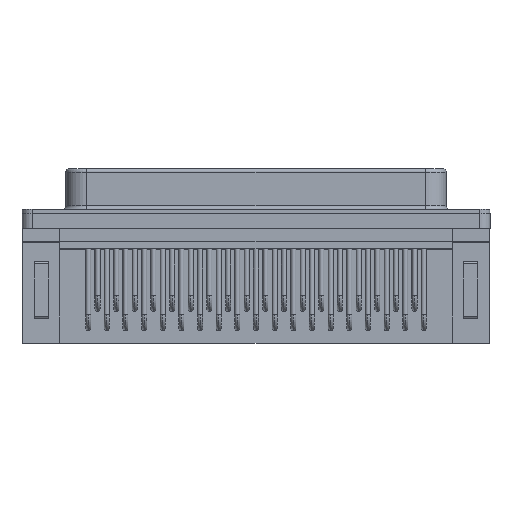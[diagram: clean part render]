
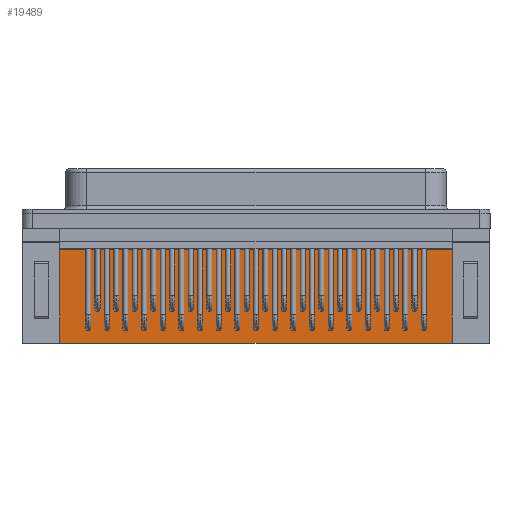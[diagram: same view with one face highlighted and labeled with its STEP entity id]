
A CAD part, top view. The second image highlights one B-rep face of the part: STEP entity #19489.
In plain terms, the highlighted planar face has unit normal (0, 0, 1).
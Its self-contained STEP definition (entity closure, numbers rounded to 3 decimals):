
#19258=CARTESIAN_POINT('',(29.05,7.99,2.8));
#19259=VERTEX_POINT('',#19258);
#19266=CARTESIAN_POINT('',(29.05,-6.96,2.8));
#19267=VERTEX_POINT('',#19266);
#19268=CARTESIAN_POINT('',(29.05,-6.96,2.8));
#19269=DIRECTION('',(0.0,1.0,0.0));
#19270=VECTOR('',#19269,14.95);
#19271=LINE('',#19268,#19270);
#19272=EDGE_CURVE('',#19267,#19259,#19271,.T.);
#19296=CARTESIAN_POINT('',(28.95,7.99,2.8));
#19297=VERTEX_POINT('',#19296);
#19304=CARTESIAN_POINT('',(28.95,7.99,2.8));
#19305=DIRECTION('',(1.0,0.0,0.0));
#19306=VECTOR('',#19305,0.1);
#19307=LINE('',#19304,#19306);
#19308=EDGE_CURVE('',#19297,#19259,#19307,.T.);
#19321=CARTESIAN_POINT('',(-29.,9.49,2.8));
#19322=VERTEX_POINT('',#19321);
#19329=CARTESIAN_POINT('',(28.95,9.49,2.8));
#19330=VERTEX_POINT('',#19329);
#19331=CARTESIAN_POINT('',(-29.,9.49,2.8));
#19332=DIRECTION('',(1.0,0.0,0.0));
#19333=VECTOR('',#19332,57.95);
#19334=LINE('',#19331,#19333);
#19335=EDGE_CURVE('',#19322,#19330,#19334,.T.);
#19367=CARTESIAN_POINT('',(28.95,7.99,2.8));
#19368=DIRECTION('',(0.0,1.0,0.0));
#19369=VECTOR('',#19368,1.5);
#19370=LINE('',#19367,#19369);
#19371=EDGE_CURVE('',#19297,#19330,#19370,.T.);
#19383=CARTESIAN_POINT('',(-29.,7.99,2.8));
#19384=VERTEX_POINT('',#19383);
#19391=CARTESIAN_POINT('',(-29.,7.99,2.8));
#19392=DIRECTION('',(0.0,1.0,0.0));
#19393=VECTOR('',#19392,1.5);
#19394=LINE('',#19391,#19393);
#19395=EDGE_CURVE('',#19384,#19322,#19394,.T.);
#19422=CARTESIAN_POINT('',(-29.05,-6.96,2.8));
#19423=VERTEX_POINT('',#19422);
#19430=CARTESIAN_POINT('',(-29.05,7.99,2.8));
#19431=VERTEX_POINT('',#19430);
#19432=CARTESIAN_POINT('',(-29.05,-6.96,2.8));
#19433=DIRECTION('',(0.0,1.0,0.0));
#19434=VECTOR('',#19433,14.95);
#19435=LINE('',#19432,#19434);
#19436=EDGE_CURVE('',#19423,#19431,#19435,.T.);
#19452=CARTESIAN_POINT('',(29.05,-6.96,2.8));
#19453=DIRECTION('',(-1.0,0.0,0.0));
#19454=VECTOR('',#19453,58.1);
#19455=LINE('',#19452,#19454);
#19456=EDGE_CURVE('',#19267,#19423,#19455,.T.);
#19469=CARTESIAN_POINT('',(-29.025,0.515,2.8));
#19470=DIRECTION('',(0.0,0.0,-1.0));
#19471=DIRECTION('',(-1.0,0.0,0.0));
#19472=AXIS2_PLACEMENT_3D('',#19469,#19470,#19471);
#19473=PLANE('',#19472);
#19474=CARTESIAN_POINT('',(-29.,7.99,2.8));
#19475=DIRECTION('',(-1.0,0.0,0.0));
#19476=VECTOR('',#19475,0.05);
#19477=LINE('',#19474,#19476);
#19478=EDGE_CURVE('',#19384,#19431,#19477,.T.);
#19479=ORIENTED_EDGE('',*,*,#19478,.T.);
#19480=ORIENTED_EDGE('',*,*,#19436,.F.);
#19481=ORIENTED_EDGE('',*,*,#19456,.F.);
#19482=ORIENTED_EDGE('',*,*,#19272,.T.);
#19483=ORIENTED_EDGE('',*,*,#19308,.F.);
#19484=ORIENTED_EDGE('',*,*,#19371,.T.);
#19485=ORIENTED_EDGE('',*,*,#19335,.F.);
#19486=ORIENTED_EDGE('',*,*,#19395,.F.);
#19487=EDGE_LOOP('',(#19479,#19480,#19481,#19482,#19483,#19484,#19485,#19486));
#19488=FACE_OUTER_BOUND('',#19487,.T.);
#19489=ADVANCED_FACE('',(#19488),#19473,.F.);
